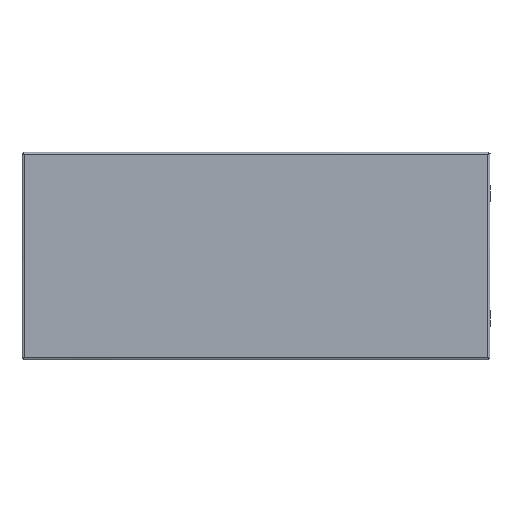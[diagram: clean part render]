
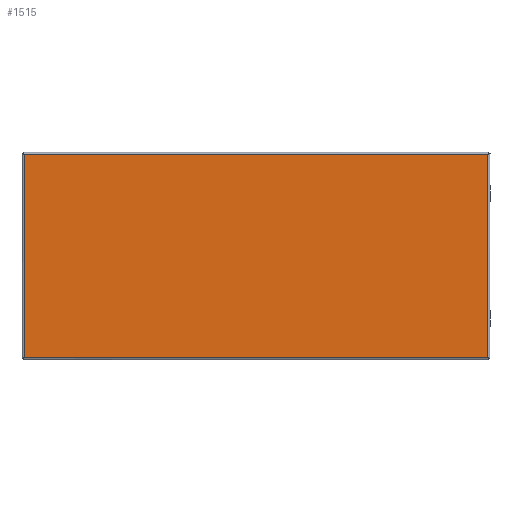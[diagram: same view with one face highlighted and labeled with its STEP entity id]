
A CAD part, top view. The second image highlights one B-rep face of the part: STEP entity #1515.
In plain terms, the highlighted planar face has unit normal (0, 0, 1).
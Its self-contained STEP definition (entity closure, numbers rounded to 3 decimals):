
#41 = LINE ( 'NONE', #1680, #1054 ) ;
#52 = CARTESIAN_POINT ( 'NONE',  ( -278.5, -122., 0. ) ) ;
#74 = VERTEX_POINT ( 'NONE', #1233 ) ;
#187 = CARTESIAN_POINT ( 'NONE',  ( -278.5, 122., 0. ) ) ;
#303 = CARTESIAN_POINT ( 'NONE',  ( 278.5, 122., 0. ) ) ;
#340 = VERTEX_POINT ( 'NONE', #303 ) ;
#372 = VECTOR ( 'NONE', #1157, 1000. ) ;
#387 = ORIENTED_EDGE ( 'NONE', *, *, #835, .T. ) ;
#455 = CARTESIAN_POINT ( 'NONE',  ( 278.5, -2934.5, 0. ) ) ;
#460 = EDGE_CURVE ( 'NONE', #1403, #1059, #41, .T. ) ;
#481 = EDGE_LOOP ( 'NONE', ( #925, #387, #1377, #1310 ) ) ;
#516 = LINE ( 'NONE', #455, #1395 ) ;
#665 = DIRECTION ( 'NONE',  ( 0., -1., 0. ) ) ;
#730 = CARTESIAN_POINT ( 'NONE',  ( 3091., 122., 0. ) ) ;
#835 = EDGE_CURVE ( 'NONE', #74, #340, #516, .T. ) ;
#873 = EDGE_CURVE ( 'NONE', #1059, #74, #1189, .T. ) ;
#899 = CARTESIAN_POINT ( 'NONE',  ( -3091., -122., 0. ) ) ;
#925 = ORIENTED_EDGE ( 'NONE', *, *, #873, .T. ) ;
#934 = PLANE ( 'NONE',  #1278 ) ;
#1054 = VECTOR ( 'NONE', #665, 1000. ) ;
#1059 = VERTEX_POINT ( 'NONE', #52 ) ;
#1073 = FACE_OUTER_BOUND ( 'NONE', #481, .T. ) ;
#1102 = VECTOR ( 'NONE', #1454, 1000. ) ;
#1157 = DIRECTION ( 'NONE',  ( -1., 0., 0. ) ) ;
#1189 = LINE ( 'NONE', #899, #1102 ) ;
#1233 = CARTESIAN_POINT ( 'NONE',  ( 278.5, -122., 0. ) ) ;
#1278 = AXIS2_PLACEMENT_3D ( 'NONE', #1365, #1660, #1809 ) ;
#1310 = ORIENTED_EDGE ( 'NONE', *, *, #460, .T. ) ;
#1338 = LINE ( 'NONE', #730, #372 ) ;
#1365 = CARTESIAN_POINT ( 'NONE',  ( 0., 0., 0. ) ) ;
#1377 = ORIENTED_EDGE ( 'NONE', *, *, #1746, .T. ) ;
#1395 = VECTOR ( 'NONE', #1777, 1000. ) ;
#1403 = VERTEX_POINT ( 'NONE', #187 ) ;
#1454 = DIRECTION ( 'NONE',  ( 1., 0., 0. ) ) ;
#1515 = ADVANCED_FACE ( 'NONE', ( #1073 ), #934, .T. ) ;
#1660 = DIRECTION ( 'NONE',  ( 0., 0., 1. ) ) ;
#1680 = CARTESIAN_POINT ( 'NONE',  ( -278.5, 2934.5, 0. ) ) ;
#1746 = EDGE_CURVE ( 'NONE', #340, #1403, #1338, .T. ) ;
#1777 = DIRECTION ( 'NONE',  ( 0., 1., 0. ) ) ;
#1809 = DIRECTION ( 'NONE',  ( 1., 0., 0. ) ) ;
